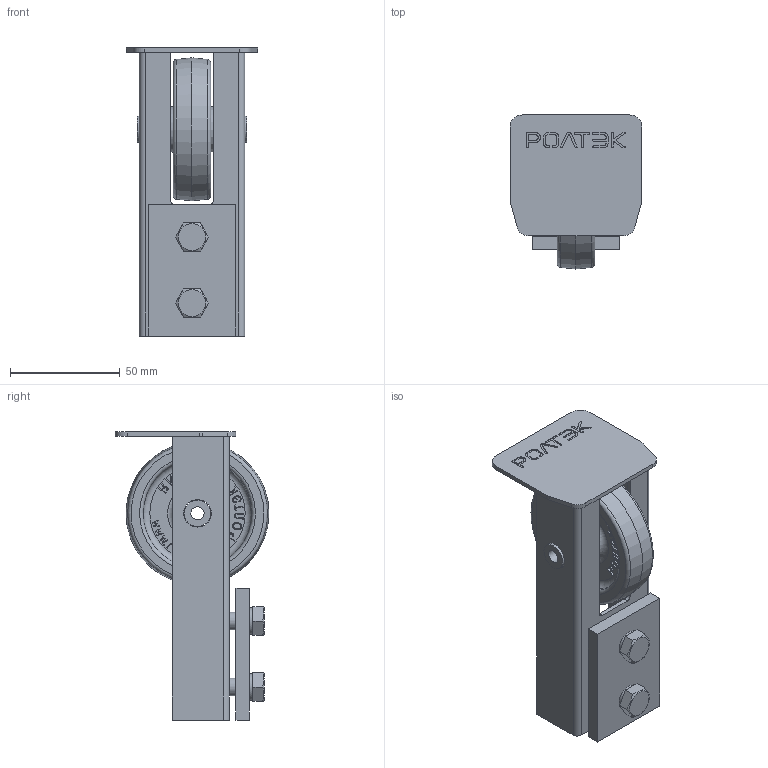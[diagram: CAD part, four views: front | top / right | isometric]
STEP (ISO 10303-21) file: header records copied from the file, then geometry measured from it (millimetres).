
FILE_DESCRIPTION(('STEP AP203'), '1');
FILE_NAME('ÐË021.01.00.000 Ðîëèê êîíöåâîé (ÎÁ)', '2015-09-25T08:10:53', ('Windows User'), ('ÐÎËÒÝÊ'), 'ASCON STEP Converter 1.3', 'ASCON Math Kernel', '');
FILE_SCHEMA(('CONFIG_CONTROL_DESIGN'));
Length unit declared in the file: millimetre
Products named in the file (1): 倓021.01.00.00023
Bounding box: 60 x 70 x 131 mm (x, y, z)
Volume: 90499 mm3; surface area: 54469.8 mm2
Topology: 1 solids, 1 shells, 1064 faces, 3011 edges, 1997 vertices
Faces by surface type: cylinder 605, plane 435, torus 14, cone 10
Full cylindrical faces by diameter (mm): 6 x1, 8 x4, 9 x2, 10.86 x2, 12 x1, 12.4 x1, 12.5 x2
Entity records: 35367 total; most frequent: CARTESIAN_POINT 6628, DIRECTION 6337, ORIENTED_EDGE 5948, EDGE_CURVE 2974, AXIS2_PLACEMENT_3D 2322, VERTEX_POINT 1997, LINE 1693, VECTOR 1693
